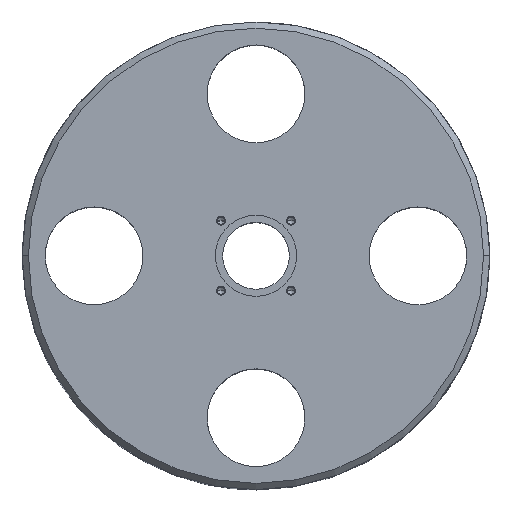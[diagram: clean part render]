
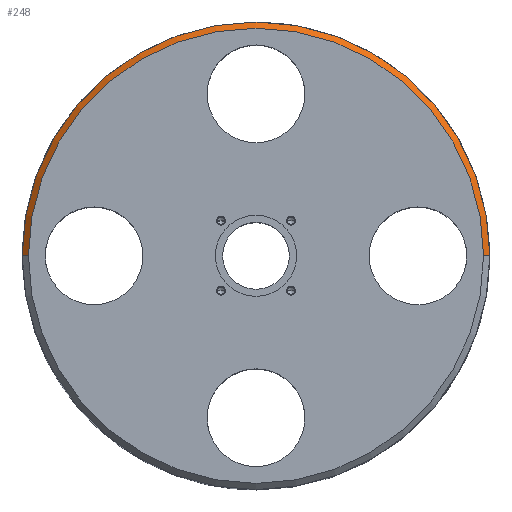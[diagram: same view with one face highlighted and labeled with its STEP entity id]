
A CAD part, top view. The second image highlights one B-rep face of the part: STEP entity #248.
In plain terms, the highlighted conical face has half-angle 45 degrees and reference radius 73 mm.
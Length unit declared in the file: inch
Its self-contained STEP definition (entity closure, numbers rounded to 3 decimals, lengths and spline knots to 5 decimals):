
#62 = VERTEX_POINT ( 'NONE', #1831 ) ;
#63 = VERTEX_POINT ( 'NONE', #1924 ) ;
#64 = VERTEX_POINT ( 'NONE', #1902 ) ;
#65 = VERTEX_POINT ( 'NONE', #1882 ) ;
#136 = LINE ( 'NONE', #2678, #144 ) ;
#144 = VECTOR ( 'NONE', #2682, 39.37008 ) ;
#248 = ADVANCED_FACE ( 'NONE', ( #399 ), #321, .T. ) ;
#321 = CONICAL_SURFACE ( 'NONE', #1309, 2.87402, 0.785 ) ;
#399 = FACE_OUTER_BOUND ( 'NONE', #617, .T. ) ;
#422 = CIRCLE ( 'NONE', #1445, 2.95276 ) ;
#438 = CIRCLE ( 'NONE', #1442, 2.87402 ) ;
#617 = EDGE_LOOP ( 'NONE', ( #877, #874, #804, #787 ) ) ;
#787 = ORIENTED_EDGE ( 'NONE', *, *, #1250, .F. ) ;
#804 = ORIENTED_EDGE ( 'NONE', *, *, #1218, .F. ) ;
#874 = ORIENTED_EDGE ( 'NONE', *, *, #1174, .T. ) ;
#877 = ORIENTED_EDGE ( 'NONE', *, *, #1213, .F. ) ;
#1114 = VECTOR ( 'NONE', #2348, 39.37008 ) ;
#1117 = LINE ( 'NONE', #2347, #1114 ) ;
#1174 = EDGE_CURVE ( 'NONE', #62, #64, #136, .T. ) ;
#1213 = EDGE_CURVE ( 'NONE', #62, #63, #438, .T. ) ;
#1218 = EDGE_CURVE ( 'NONE', #65, #64, #422, .T. ) ;
#1250 = EDGE_CURVE ( 'NONE', #63, #65, #1117, .T. ) ;
#1309 = AXIS2_PLACEMENT_3D ( 'NONE', #1818, #1833, #1834 ) ;
#1442 = AXIS2_PLACEMENT_3D ( 'NONE', #2129, #2130, #2131 ) ;
#1445 = AXIS2_PLACEMENT_3D ( 'NONE', #2142, #2143, #2144 ) ;
#1818 = CARTESIAN_POINT ( 'NONE',  ( 0., 0., 1.47638 ) ) ;
#1831 = CARTESIAN_POINT ( 'NONE',  ( 2.87402, 0., 1.47638 ) ) ;
#1833 = DIRECTION ( 'NONE',  ( 0., 0., -1. ) ) ;
#1834 = DIRECTION ( 'NONE',  ( -1., 0., 0. ) ) ;
#1882 = CARTESIAN_POINT ( 'NONE',  ( -2.95276, 0., 1.39764 ) ) ;
#1902 = CARTESIAN_POINT ( 'NONE',  ( 2.95276, 0., 1.39764 ) ) ;
#1924 = CARTESIAN_POINT ( 'NONE',  ( -2.87402, 0., 1.47638 ) ) ;
#2129 = CARTESIAN_POINT ( 'NONE',  ( 0., 0., 1.47638 ) ) ;
#2130 = DIRECTION ( 'NONE',  ( 0., 0., 1. ) ) ;
#2131 = DIRECTION ( 'NONE',  ( 1., 0., 0. ) ) ;
#2142 = CARTESIAN_POINT ( 'NONE',  ( 0., 0., 1.39764 ) ) ;
#2143 = DIRECTION ( 'NONE',  ( 0., 0., -1. ) ) ;
#2144 = DIRECTION ( 'NONE',  ( 1., 0., 0. ) ) ;
#2347 = CARTESIAN_POINT ( 'NONE',  ( -2.87402, 0., 1.47638 ) ) ;
#2348 = DIRECTION ( 'NONE',  ( -0.707, 0., -0.707 ) ) ;
#2678 = CARTESIAN_POINT ( 'NONE',  ( 2.87402, 0., 1.47638 ) ) ;
#2682 = DIRECTION ( 'NONE',  ( 0.707, 0., -0.707 ) ) ;
